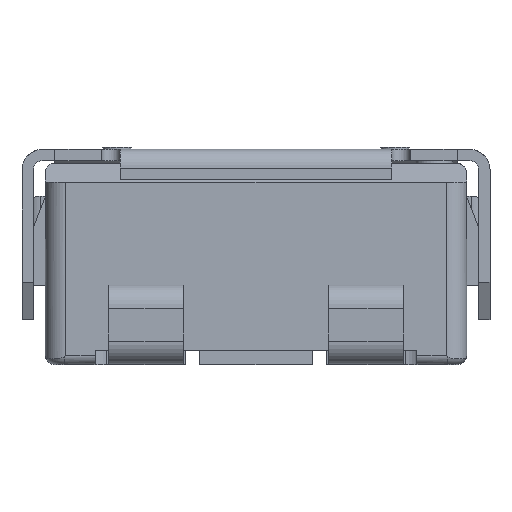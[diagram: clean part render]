
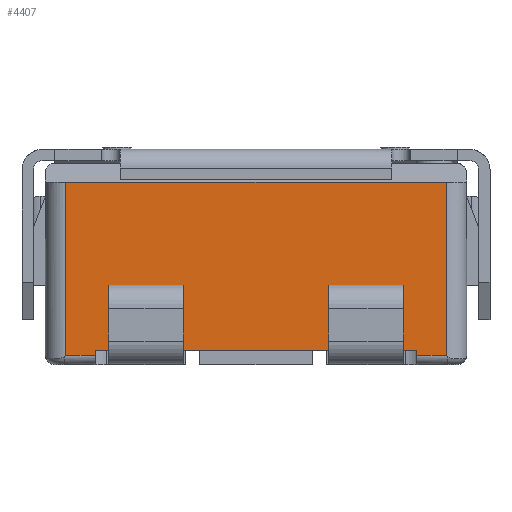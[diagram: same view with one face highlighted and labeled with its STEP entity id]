
A CAD part, front view. The second image highlights one B-rep face of the part: STEP entity #4407.
In plain terms, the highlighted planar face has unit normal (0, -1, 0).
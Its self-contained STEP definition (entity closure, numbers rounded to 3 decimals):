
#267=LINE('',#8022,#709);
#270=LINE('',#8045,#712);
#289=LINE('',#8129,#731);
#290=LINE('',#8132,#732);
#291=LINE('',#8134,#733);
#292=LINE('',#8136,#734);
#293=LINE('',#8137,#735);
#294=LINE('',#8140,#736);
#295=LINE('',#8142,#737);
#296=LINE('',#8144,#738);
#297=LINE('',#8145,#739);
#298=LINE('',#8147,#740);
#299=LINE('',#8149,#741);
#300=LINE('',#8151,#742);
#301=LINE('',#8153,#743);
#302=LINE('',#8155,#744);
#303=LINE('',#8157,#745);
#304=LINE('',#8158,#746);
#305=LINE('',#8160,#747);
#306=LINE('',#8162,#748);
#709=VECTOR('',#6698,1000.);
#712=VECTOR('',#6709,1000.);
#731=VECTOR('',#6774,1000.);
#732=VECTOR('',#6775,1000.);
#733=VECTOR('',#6776,1000.);
#734=VECTOR('',#6777,1000.);
#735=VECTOR('',#6778,1000.);
#736=VECTOR('',#6779,1000.);
#737=VECTOR('',#6780,1000.);
#738=VECTOR('',#6781,1000.);
#739=VECTOR('',#6782,1000.);
#740=VECTOR('',#6783,1000.);
#741=VECTOR('',#6784,1000.);
#742=VECTOR('',#6785,1000.);
#743=VECTOR('',#6786,1000.);
#744=VECTOR('',#6787,1000.);
#745=VECTOR('',#6788,1000.);
#746=VECTOR('',#6789,1000.);
#747=VECTOR('',#6790,1000.);
#748=VECTOR('',#6791,1000.);
#1337=ORIENTED_EDGE('',*,*,#2581,.F.);
#1338=ORIENTED_EDGE('',*,*,#2582,.T.);
#1339=ORIENTED_EDGE('',*,*,#2583,.F.);
#1340=ORIENTED_EDGE('',*,*,#2584,.F.);
#1341=ORIENTED_EDGE('',*,*,#2585,.F.);
#1342=ORIENTED_EDGE('',*,*,#2586,.T.);
#1343=ORIENTED_EDGE('',*,*,#2587,.F.);
#1344=ORIENTED_EDGE('',*,*,#2588,.F.);
#1345=ORIENTED_EDGE('',*,*,#2589,.F.);
#1346=ORIENTED_EDGE('',*,*,#2590,.T.);
#1347=ORIENTED_EDGE('',*,*,#2591,.T.);
#1348=ORIENTED_EDGE('',*,*,#2592,.T.);
#1349=ORIENTED_EDGE('',*,*,#2593,.T.);
#1350=ORIENTED_EDGE('',*,*,#2594,.T.);
#1351=ORIENTED_EDGE('',*,*,#2595,.T.);
#1352=ORIENTED_EDGE('',*,*,#2544,.F.);
#1353=ORIENTED_EDGE('',*,*,#2596,.T.);
#1354=ORIENTED_EDGE('',*,*,#2597,.T.);
#1355=ORIENTED_EDGE('',*,*,#2598,.F.);
#1356=ORIENTED_EDGE('',*,*,#2536,.F.);
#2536=EDGE_CURVE('',#3177,#3179,#267,.T.);
#2544=EDGE_CURVE('',#3186,#3183,#270,.T.);
#2581=EDGE_CURVE('',#3213,#3214,#289,.T.);
#2582=EDGE_CURVE('',#3213,#3215,#290,.T.);
#2583=EDGE_CURVE('',#3216,#3215,#291,.T.);
#2584=EDGE_CURVE('',#3214,#3216,#292,.T.);
#2585=EDGE_CURVE('',#3217,#3218,#293,.T.);
#2586=EDGE_CURVE('',#3217,#3219,#294,.T.);
#2587=EDGE_CURVE('',#3220,#3219,#295,.T.);
#2588=EDGE_CURVE('',#3218,#3220,#296,.T.);
#2589=EDGE_CURVE('',#3221,#3177,#297,.T.);
#2590=EDGE_CURVE('',#3221,#3222,#298,.T.);
#2591=EDGE_CURVE('',#3222,#3223,#299,.T.);
#2592=EDGE_CURVE('',#3223,#3224,#300,.T.);
#2593=EDGE_CURVE('',#3224,#3225,#301,.T.);
#2594=EDGE_CURVE('',#3225,#3226,#302,.T.);
#2595=EDGE_CURVE('',#3226,#3183,#303,.T.);
#2596=EDGE_CURVE('',#3186,#3227,#304,.T.);
#2597=EDGE_CURVE('',#3227,#3228,#305,.T.);
#2598=EDGE_CURVE('',#3179,#3228,#306,.T.);
#3177=VERTEX_POINT('',#8020);
#3179=VERTEX_POINT('',#8023);
#3183=VERTEX_POINT('',#8035);
#3186=VERTEX_POINT('',#8044);
#3213=VERTEX_POINT('',#8130);
#3214=VERTEX_POINT('',#8131);
#3215=VERTEX_POINT('',#8133);
#3216=VERTEX_POINT('',#8135);
#3217=VERTEX_POINT('',#8138);
#3218=VERTEX_POINT('',#8139);
#3219=VERTEX_POINT('',#8141);
#3220=VERTEX_POINT('',#8143);
#3221=VERTEX_POINT('',#8146);
#3222=VERTEX_POINT('',#8148);
#3223=VERTEX_POINT('',#8150);
#3224=VERTEX_POINT('',#8152);
#3225=VERTEX_POINT('',#8154);
#3226=VERTEX_POINT('',#8156);
#3227=VERTEX_POINT('',#8159);
#3228=VERTEX_POINT('',#8161);
#3739=EDGE_LOOP('',(#1337,#1338,#1339,#1340));
#3740=EDGE_LOOP('',(#1341,#1342,#1343,#1344));
#3741=EDGE_LOOP('',(#1345,#1346,#1347,#1348,#1349,#1350,#1351,#1352,#1353,
#1354,#1355,#1356));
#4003=FACE_BOUND('',#3739,.T.);
#4004=FACE_BOUND('',#3740,.T.);
#4005=FACE_BOUND('',#3741,.T.);
#4248=PLANE('',#6144);
#4407=ADVANCED_FACE('',(#4003,#4004,#4005),#4248,.F.);
#6144=AXIS2_PLACEMENT_3D('',#8128,#6772,#6773);
#6698=DIRECTION('',(-1.,0.,0.));
#6709=DIRECTION('',(-1.,0.,0.));
#6772=DIRECTION('',(0.,1.,0.));
#6773=DIRECTION('',(0.,0.,1.));
#6774=DIRECTION('',(-1.,0.,0.));
#6775=DIRECTION('',(0.,0.,-1.));
#6776=DIRECTION('',(1.,0.,0.));
#6777=DIRECTION('',(0.,0.,-1.));
#6778=DIRECTION('',(-1.,0.,0.));
#6779=DIRECTION('',(0.,0.,-1.));
#6780=DIRECTION('',(1.,0.,0.));
#6781=DIRECTION('',(0.,0.,-1.));
#6782=DIRECTION('',(0.,0.,-1.));
#6783=DIRECTION('',(1.,0.,0.));
#6784=DIRECTION('',(1.,0.,0.));
#6785=DIRECTION('',(1.,0.,0.));
#6786=DIRECTION('',(1.,0.,0.));
#6787=DIRECTION('',(1.,0.,0.));
#6788=DIRECTION('',(0.,0.,-1.));
#6789=DIRECTION('',(0.,0.,1.));
#6790=DIRECTION('',(-1.,0.,0.));
#6791=DIRECTION('',(0.,0.,1.));
#8020=CARTESIAN_POINT('',(-1.72,-2.25,-2.2));
#8022=CARTESIAN_POINT('',(2.25,-2.25,-2.2));
#8023=CARTESIAN_POINT('',(-2.03,-2.25,-2.2));
#8035=CARTESIAN_POINT('',(1.72,-2.25,-2.2));
#8044=CARTESIAN_POINT('',(2.03,-2.25,-2.2));
#8045=CARTESIAN_POINT('',(2.25,-2.25,-2.2));
#8128=CARTESIAN_POINT('',(2.25,-2.25,-0.35));
#8129=CARTESIAN_POINT('',(2.25,-2.25,-1.45));
#8130=CARTESIAN_POINT('',(1.575,-2.25,-1.45));
#8131=CARTESIAN_POINT('',(0.775,-2.25,-1.45));
#8132=CARTESIAN_POINT('',(1.575,-2.25,-0.35));
#8133=CARTESIAN_POINT('',(1.575,-2.25,-1.6));
#8134=CARTESIAN_POINT('',(2.25,-2.25,-1.6));
#8135=CARTESIAN_POINT('',(0.775,-2.25,-1.6));
#8136=CARTESIAN_POINT('',(0.775,-2.25,-0.35));
#8137=CARTESIAN_POINT('',(2.25,-2.25,-1.45));
#8138=CARTESIAN_POINT('',(-0.775,-2.25,-1.45));
#8139=CARTESIAN_POINT('',(-1.575,-2.25,-1.45));
#8140=CARTESIAN_POINT('',(-0.775,-2.25,-0.35));
#8141=CARTESIAN_POINT('',(-0.775,-2.25,-1.6));
#8142=CARTESIAN_POINT('',(2.25,-2.25,-1.6));
#8143=CARTESIAN_POINT('',(-1.575,-2.25,-1.6));
#8144=CARTESIAN_POINT('',(-1.575,-2.25,-0.35));
#8145=CARTESIAN_POINT('',(-1.72,-2.25,-2.15));
#8146=CARTESIAN_POINT('',(-1.72,-2.25,-2.15));
#8147=CARTESIAN_POINT('',(-1.72,-2.25,-2.15));
#8148=CARTESIAN_POINT('',(-1.575,-2.25,-2.15));
#8149=CARTESIAN_POINT('',(-1.72,-2.25,-2.15));
#8150=CARTESIAN_POINT('',(-0.775,-2.25,-2.15));
#8151=CARTESIAN_POINT('',(-1.72,-2.25,-2.15));
#8152=CARTESIAN_POINT('',(0.775,-2.25,-2.15));
#8153=CARTESIAN_POINT('',(-1.72,-2.25,-2.15));
#8154=CARTESIAN_POINT('',(1.575,-2.25,-2.15));
#8155=CARTESIAN_POINT('',(-1.72,-2.25,-2.15));
#8156=CARTESIAN_POINT('',(1.72,-2.25,-2.15));
#8157=CARTESIAN_POINT('',(1.72,-2.25,-2.15));
#8158=CARTESIAN_POINT('',(2.03,-2.25,-2.73));
#8159=CARTESIAN_POINT('',(2.03,-2.25,-0.35));
#8160=CARTESIAN_POINT('',(2.25,-2.25,-0.35));
#8161=CARTESIAN_POINT('',(-2.03,-2.25,-0.35));
#8162=CARTESIAN_POINT('',(-2.03,-2.25,-2.73));
